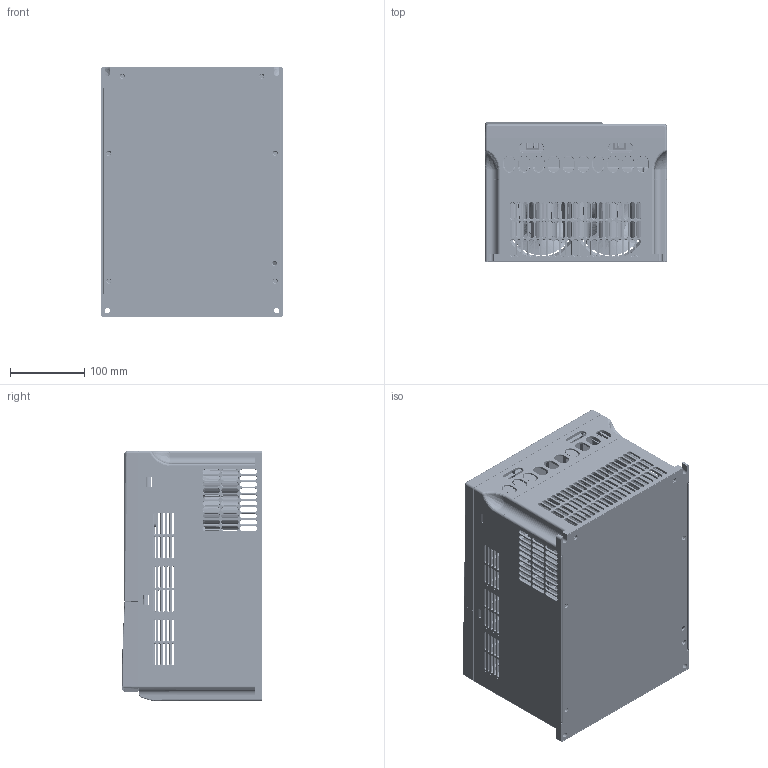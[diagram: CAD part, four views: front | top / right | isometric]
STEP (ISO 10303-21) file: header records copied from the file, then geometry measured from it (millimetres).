
FILE_DESCRIPTION((''),'2;1');
FILE_NAME('SD600-4T-22-30KW','2021-05-06T',('ranqinwen'),(''),'CREO PARAMETRIC BY PTC INC, 2016260','CREO PARAMETRIC BY PTC INC, 2016260','');
FILE_SCHEMA(('AUTOMOTIVE_DESIGN { 1 0 10303 214 1 1 1 1 }'));
Products named in the file (1): SD600-4T-22-30KW
Bounding box: 245 x 188.1 x 337 mm (x, y, z)
Surface area: 1500329.1 mm2 (no closed solid volume)
Topology: 0 solids, 41 shells, 10400 faces, 28452 edges, 18320 vertices
Faces by surface type: plane 4196, cylinder 3910, torus 994, bspline 637, extrusion 338, cone 314, sphere 11
Entity records: 533098 total; most frequent: CARTESIAN_POINT 113537, ORIENTED_EDGE 56888, DIRECTION 50448, PRESENTATION_STYLE_ASSIGNMENT 39223, STYLED_ITEM 28823, CURVE_STYLE 28782, EDGE_CURVE 28444, VERTEX_POINT 18320
